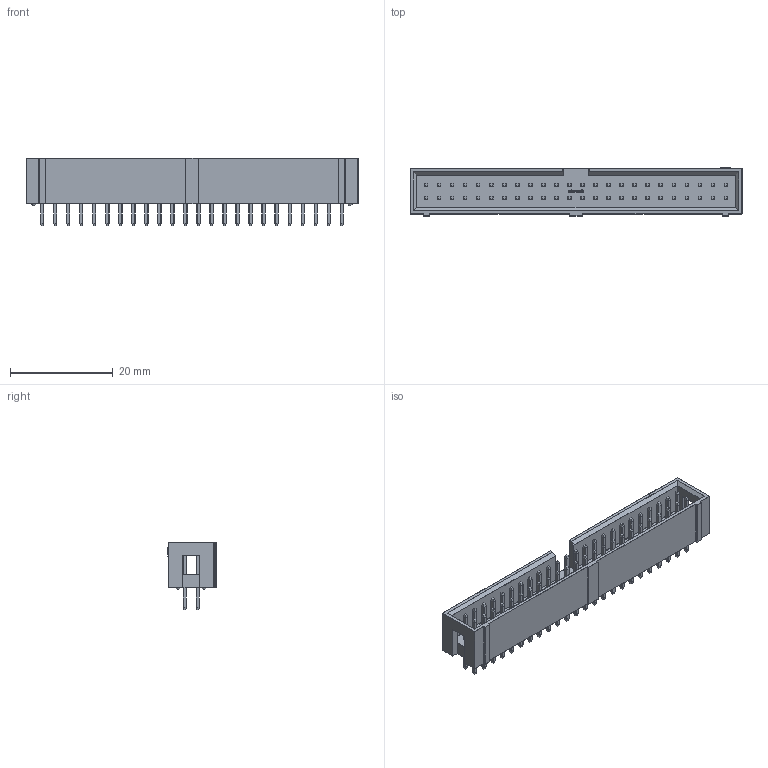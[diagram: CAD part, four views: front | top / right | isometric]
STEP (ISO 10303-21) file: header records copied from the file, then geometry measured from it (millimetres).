
FILE_DESCRIPTION(/* description */ (''),/* implementation_level */ '2;1');
FILE_NAME(/* name */ '48-Pin Shrouded Header (IDC) Straight.stp',/* time_stamp */ '2019-09-23T18:07:37+02:00',/* author */ ('Bernd das Brot'),/* organization */ (''),/* preprocessor_version */ 'ST-DEVELOPER v17.2',/* originating_system */ 'Autodesk Inventor 2019',/* authorisation */ '');
FILE_SCHEMA (('AUTOMOTIVE_DESIGN { 1 0 10303 214 3 1 1 }','FEATURE_BASED_PROCESS_PLANNING'));
Length unit declared in the file: millimetre
Products named in the file (3): 48-Pin Shrouded Header (IDC) Straight; Straight Contact; 48-Pin Shrouded Header Body
Assembly tree (49 placements, depth 2):
  48-Pin Shrouded Header (IDC) Straight
    Straight Contact  x48
    48-Pin Shrouded Header Body
Bounding box: 64.77 x 9.37 x 13.17 mm (x, y, z)
Volume: 2699.6 mm3; surface area: 5046.9 mm2
Topology: 49 solids, 49 shells, 1426 faces, 3756 edges, 2437 vertices
Faces by surface type: plane 970, cylinder 312, bspline 80, sphere 41, torus 23
Entity records: 18805 total; most frequent: CARTESIAN_POINT 4409, ORIENTED_EDGE 2992, DIRECTION 2735, EDGE_CURVE 1496, LINE 1073, VECTOR 1073, VERTEX_POINT 933, AXIS2_PLACEMENT_3D 831
